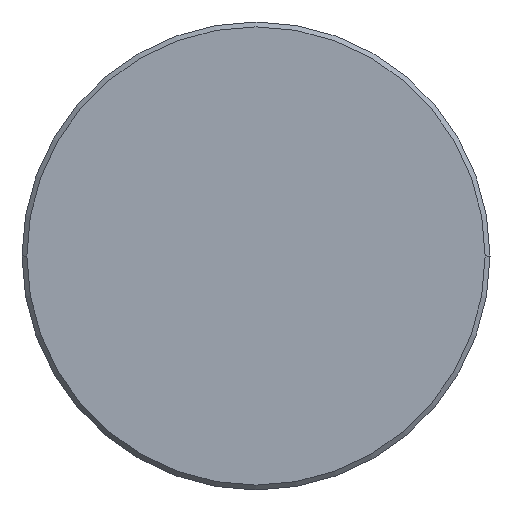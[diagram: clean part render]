
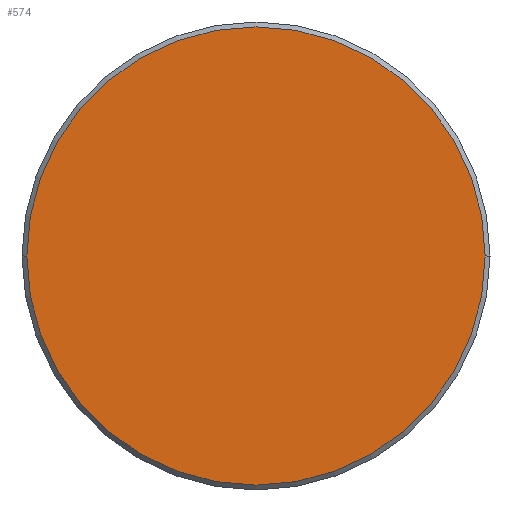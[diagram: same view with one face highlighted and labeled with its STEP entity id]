
A CAD part, left-side view. The second image highlights one B-rep face of the part: STEP entity #574.
In plain terms, the highlighted planar face has unit normal (-1, 0, 0).
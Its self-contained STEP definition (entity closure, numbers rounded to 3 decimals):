
#24 = AXIS2_PLACEMENT_3D ( 'NONE', #1164, #352, #528 ) ;
#51 = ORIENTED_EDGE ( 'NONE', *, *, #1121, .T. ) ;
#115 = CARTESIAN_POINT ( 'NONE',  ( -113.5, -14.2, 0. ) ) ;
#149 = CARTESIAN_POINT ( 'NONE',  ( -113.5, 14.2, 0. ) ) ;
#222 = PLANE ( 'NONE',  #902 ) ;
#229 = VERTEX_POINT ( 'NONE', #149 ) ;
#352 = DIRECTION ( 'NONE',  ( -1., 0., 0. ) ) ;
#466 = DIRECTION ( 'NONE',  ( 0., 1., 0. ) ) ;
#528 = DIRECTION ( 'NONE',  ( 0., 1., 0. ) ) ;
#574 = ADVANCED_FACE ( 'NONE', ( #1002 ), #222, .T. ) ;
#614 = DIRECTION ( 'NONE',  ( 0., 0., 1. ) ) ;
#652 = CARTESIAN_POINT ( 'NONE',  ( -113.5, 0., 0. ) ) ;
#667 = AXIS2_PLACEMENT_3D ( 'NONE', #652, #738, #466 ) ;
#674 = CIRCLE ( 'NONE', #667, 14.2 ) ;
#738 = DIRECTION ( 'NONE',  ( -1., 0., 0. ) ) ;
#740 = CARTESIAN_POINT ( 'NONE',  ( -113.5, -14.37, -14.37 ) ) ;
#839 = CIRCLE ( 'NONE', #24, 14.2 ) ;
#855 = EDGE_CURVE ( 'NONE', #229, #949, #674, .T. ) ;
#865 = DIRECTION ( 'NONE',  ( -1., 0., 0. ) ) ;
#902 = AXIS2_PLACEMENT_3D ( 'NONE', #740, #865, #614 ) ;
#949 = VERTEX_POINT ( 'NONE', #115 ) ;
#1002 = FACE_OUTER_BOUND ( 'NONE', #1052, .T. ) ;
#1052 = EDGE_LOOP ( 'NONE', ( #1090, #51 ) ) ;
#1090 = ORIENTED_EDGE ( 'NONE', *, *, #855, .T. ) ;
#1121 = EDGE_CURVE ( 'NONE', #949, #229, #839, .T. ) ;
#1164 = CARTESIAN_POINT ( 'NONE',  ( -113.5, 0., 0. ) ) ;
